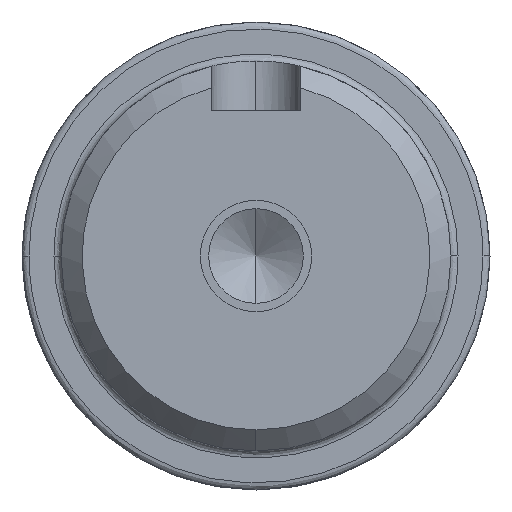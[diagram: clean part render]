
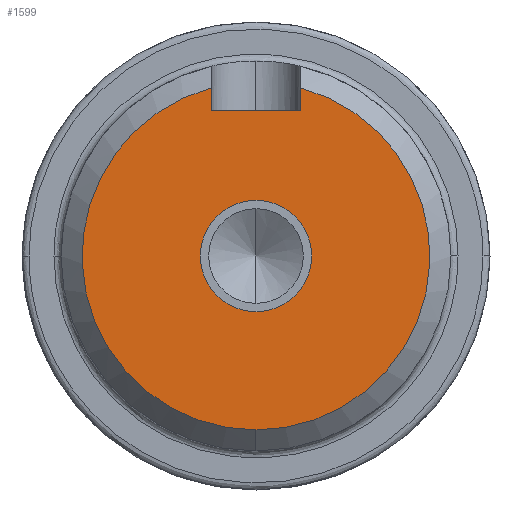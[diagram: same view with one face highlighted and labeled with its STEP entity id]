
A CAD part, left-side view. The second image highlights one B-rep face of the part: STEP entity #1599.
In plain terms, the highlighted planar face has unit normal (-1, 0, 0).
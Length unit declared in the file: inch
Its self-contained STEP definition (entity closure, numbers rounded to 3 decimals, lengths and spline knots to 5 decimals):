
#9 = CARTESIAN_POINT ( 'NONE',  ( -16.43436, 0., 0. ) ) ;
#222 = EDGE_LOOP ( 'NONE', ( #1679, #2007, #303, #1715, #362 ) ) ;
#237 = ORIENTED_EDGE ( 'NONE', *, *, #1336, .F. ) ;
#303 = ORIENTED_EDGE ( 'NONE', *, *, #1826, .F. ) ;
#307 = DIRECTION ( 'NONE',  ( 0., 0., -1. ) ) ;
#362 = ORIENTED_EDGE ( 'NONE', *, *, #1234, .F. ) ;
#365 = VERTEX_POINT ( 'NONE', #1186 ) ;
#422 = VERTEX_POINT ( 'NONE', #2136 ) ;
#496 = CARTESIAN_POINT ( 'NONE',  ( -16.43436, 0., 0. ) ) ;
#646 = DIRECTION ( 'NONE',  ( 0., 0., -1. ) ) ;
#666 = CARTESIAN_POINT ( 'NONE',  ( -16.43436, 0., 0. ) ) ;
#688 = CARTESIAN_POINT ( 'NONE',  ( -16.43436, 0.25, 0.94301 ) ) ;
#702 = DIRECTION ( 'NONE',  ( 1., 0., 0. ) ) ;
#745 = CARTESIAN_POINT ( 'NONE',  ( -16.43436, 0.25, 0.81575 ) ) ;
#753 = CARTESIAN_POINT ( 'NONE',  ( -16.43436, -0.25, 0.81575 ) ) ;
#814 = DIRECTION ( 'NONE',  ( 0., 0., 1. ) ) ;
#819 = VERTEX_POINT ( 'NONE', #1972 ) ;
#877 = VERTEX_POINT ( 'NONE', #1827 ) ;
#1037 = ORIENTED_EDGE ( 'NONE', *, *, #1856, .F. ) ;
#1173 = VERTEX_POINT ( 'NONE', #1881 ) ;
#1177 = CIRCLE ( 'NONE', #1298, 0.3125 ) ;
#1186 = CARTESIAN_POINT ( 'NONE',  ( -16.43436, 0., -0.3125 ) ) ;
#1234 = EDGE_CURVE ( 'NONE', #1578, #877, #2167, .T. ) ;
#1251 = CARTESIAN_POINT ( 'NONE',  ( -16.43436, 0., 0.81575 ) ) ;
#1272 = EDGE_CURVE ( 'NONE', #1173, #877, #2116, .T. ) ;
#1277 = DIRECTION ( 'NONE',  ( 0., -1., 0. ) ) ;
#1289 = CIRCLE ( 'NONE', #1310, 0.97559 ) ;
#1298 = AXIS2_PLACEMENT_3D ( 'NONE', #666, #1916, #814 ) ;
#1310 = AXIS2_PLACEMENT_3D ( 'NONE', #496, #1686, #646 ) ;
#1336 = EDGE_CURVE ( 'NONE', #422, #365, #2074, .T. ) ;
#1368 = DIRECTION ( 'NONE',  ( 0., 0., 1. ) ) ;
#1385 = AXIS2_PLACEMENT_3D ( 'NONE', #1423, #1406, #1848 ) ;
#1406 = DIRECTION ( 'NONE',  ( 1., 0., 0. ) ) ;
#1423 = CARTESIAN_POINT ( 'NONE',  ( -16.43436, 0., 0. ) ) ;
#1427 = EDGE_CURVE ( 'NONE', #819, #1951, #1979, .T. ) ;
#1460 = AXIS2_PLACEMENT_3D ( 'NONE', #1758, #702, #1940 ) ;
#1501 = AXIS2_PLACEMENT_3D ( 'NONE', #9, #1545, #1368 ) ;
#1545 = DIRECTION ( 'NONE',  ( -1., 0., 0. ) ) ;
#1552 = EDGE_CURVE ( 'NONE', #1578, #1951, #1953, .T. ) ;
#1578 = VERTEX_POINT ( 'NONE', #1829 ) ;
#1599 = ADVANCED_FACE ( 'NONE', ( #1813, #1859 ), #1625, .F. ) ;
#1604 = EDGE_LOOP ( 'NONE', ( #237, #1037 ) ) ;
#1625 = PLANE ( 'NONE',  #1385 ) ;
#1679 = ORIENTED_EDGE ( 'NONE', *, *, #1552, .T. ) ;
#1686 = DIRECTION ( 'NONE',  ( 1., 0., 0. ) ) ;
#1715 = ORIENTED_EDGE ( 'NONE', *, *, #1272, .T. ) ;
#1758 = CARTESIAN_POINT ( 'NONE',  ( -16.43436, 0., 0. ) ) ;
#1806 = DIRECTION ( 'NONE',  ( 0., 0., 1. ) ) ;
#1813 = FACE_OUTER_BOUND ( 'NONE', #222, .T. ) ;
#1826 = EDGE_CURVE ( 'NONE', #1173, #819, #1289, .T. ) ;
#1827 = CARTESIAN_POINT ( 'NONE',  ( -16.43436, -0.25, 0.81575 ) ) ;
#1829 = CARTESIAN_POINT ( 'NONE',  ( -16.43436, 0.25, 0.81575 ) ) ;
#1848 = DIRECTION ( 'NONE',  ( 0., 1., 0. ) ) ;
#1856 = EDGE_CURVE ( 'NONE', #365, #422, #1177, .T. ) ;
#1859 = FACE_BOUND ( 'NONE', #1604, .T. ) ;
#1881 = CARTESIAN_POINT ( 'NONE',  ( -16.43436, -0.25, 0.94301 ) ) ;
#1892 = VECTOR ( 'NONE', #1806, 39.37008 ) ;
#1916 = DIRECTION ( 'NONE',  ( -1., 0., 0. ) ) ;
#1940 = DIRECTION ( 'NONE',  ( 0., 0., -1. ) ) ;
#1951 = VERTEX_POINT ( 'NONE', #688 ) ;
#1953 = LINE ( 'NONE', #745, #1892 ) ;
#1972 = CARTESIAN_POINT ( 'NONE',  ( -16.43436, 0., -0.97559 ) ) ;
#1979 = CIRCLE ( 'NONE', #1460, 0.97559 ) ;
#2007 = ORIENTED_EDGE ( 'NONE', *, *, #1427, .F. ) ;
#2074 = CIRCLE ( 'NONE', #1501, 0.3125 ) ;
#2102 = VECTOR ( 'NONE', #1277, 39.37008 ) ;
#2116 = LINE ( 'NONE', #753, #2160 ) ;
#2136 = CARTESIAN_POINT ( 'NONE',  ( -16.43436, 0., 0.3125 ) ) ;
#2160 = VECTOR ( 'NONE', #307, 39.37008 ) ;
#2167 = LINE ( 'NONE', #1251, #2102 ) ;
